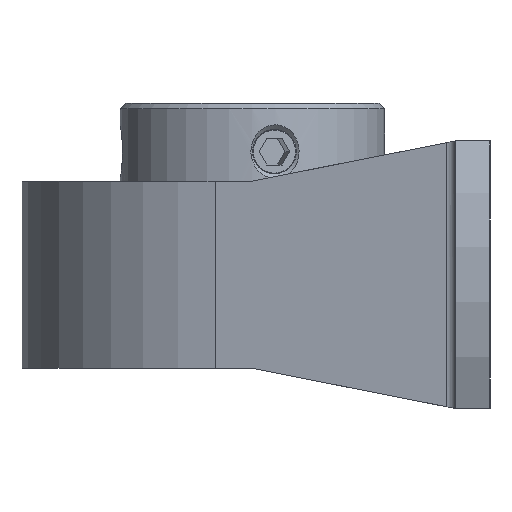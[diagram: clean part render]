
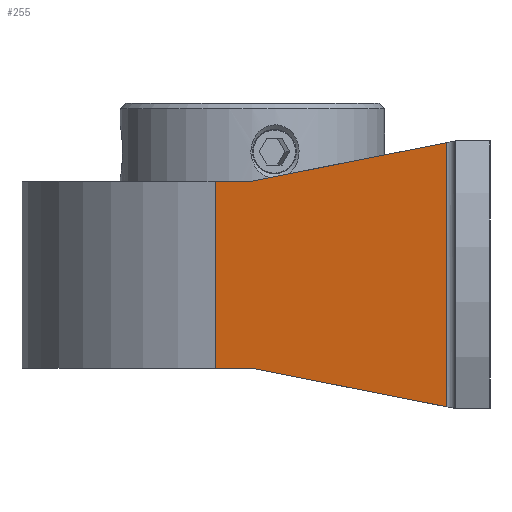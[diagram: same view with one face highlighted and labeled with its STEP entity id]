
A CAD part, left-side view. The second image highlights one B-rep face of the part: STEP entity #255.
In plain terms, the highlighted planar face has unit normal (-0.987, 0.162, 0).
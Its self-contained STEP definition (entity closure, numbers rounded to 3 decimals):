
#255 = ADVANCED_FACE( '', ( #532 ), #533, .F. );
#532 = FACE_OUTER_BOUND( '', #892, .T. );
#533 = PLANE( '', #893 );
#892 = EDGE_LOOP( '', ( #1445, #1446, #1447, #1448, #1449, #1450 ) );
#893 = AXIS2_PLACEMENT_3D( '', #1451, #1452, #1453 );
#1445 = ORIENTED_EDGE( '', *, *, #1743, .F. );
#1446 = ORIENTED_EDGE( '', *, *, #1791, .F. );
#1447 = ORIENTED_EDGE( '', *, *, #1808, .T. );
#1448 = ORIENTED_EDGE( '', *, *, #1776, .F. );
#1449 = ORIENTED_EDGE( '', *, *, #1931, .F. );
#1450 = ORIENTED_EDGE( '', *, *, #1901, .F. );
#1451 = CARTESIAN_POINT( '', ( -21.316, 25.692, 25. ) );
#1452 = DIRECTION( '', ( 0.987, -0.162, 0. ) );
#1453 = DIRECTION( '', ( 0.162, 0.987, 0. ) );
#1743 = EDGE_CURVE( '', #2034, #2036, #2037, .T. );
#1776 = EDGE_CURVE( '', #2095, #2097, #2098, .T. );
#1791 = EDGE_CURVE( '', #2120, #2034, #2122, .T. );
#1808 = EDGE_CURVE( '', #2120, #2097, #2147, .T. );
#1901 = EDGE_CURVE( '', #2036, #2288, #2289, .T. );
#1931 = EDGE_CURVE( '', #2288, #2095, #2329, .T. );
#2034 = VERTEX_POINT( '', #2508 );
#2036 = VERTEX_POINT( '', #2511 );
#2037 = LINE( '', #2512, #2513 );
#2095 = VERTEX_POINT( '', #2586 );
#2097 = VERTEX_POINT( '', #2589 );
#2098 = LINE( '', #2590, #2591 );
#2120 = VERTEX_POINT( '', #2623 );
#2122 = LINE( '', #2625, #2626 );
#2147 = LINE( '', #2695, #2696 );
#2288 = VERTEX_POINT( '', #3028 );
#2289 = LINE( '', #3029, #3030 );
#2329 = LINE( '', #3095, #3096 );
#2508 = CARTESIAN_POINT( '', ( -21.888, 22.2, 8.75 ) );
#2511 = CARTESIAN_POINT( '', ( -24.863, 4.038, 12.335 ) );
#2512 = CARTESIAN_POINT( '', ( -21.83, 22.555, 8.68 ) );
#2513 = VECTOR( '', #3237, 1000. );
#2586 = CARTESIAN_POINT( '', ( -21.888, 22.2, -8.75 ) );
#2589 = CARTESIAN_POINT( '', ( -21.316, 25.692, -8.75 ) );
#2590 = CARTESIAN_POINT( '', ( -21.316, 25.692, -8.75 ) );
#2591 = VECTOR( '', #3293, 1000. );
#2623 = CARTESIAN_POINT( '', ( -21.316, 25.692, 8.75 ) );
#2625 = CARTESIAN_POINT( '', ( -21.316, 25.692, 8.75 ) );
#2626 = VECTOR( '', #3310, 1000. );
#2695 = CARTESIAN_POINT( '', ( -21.316, 25.692, 25. ) );
#2696 = VECTOR( '', #3329, 1000. );
#3028 = CARTESIAN_POINT( '', ( -24.863, 4.038, -12.335 ) );
#3029 = CARTESIAN_POINT( '', ( -24.863, 4.038, 25. ) );
#3030 = VECTOR( '', #3451, 1000. );
#3095 = CARTESIAN_POINT( '', ( -20.313, 31.814, -6.853 ) );
#3096 = VECTOR( '', #3479, 1000. );
#3237 = DIRECTION( '', ( -0.159, -0.969, 0.191 ) );
#3293 = DIRECTION( '', ( 0.162, 0.987, 0. ) );
#3310 = DIRECTION( '', ( -0.162, -0.987, 0. ) );
#3329 = DIRECTION( '', ( 0., 0., -1. ) );
#3451 = DIRECTION( '', ( 0., 0., -1. ) );
#3479 = DIRECTION( '', ( 0.159, 0.969, 0.191 ) );
